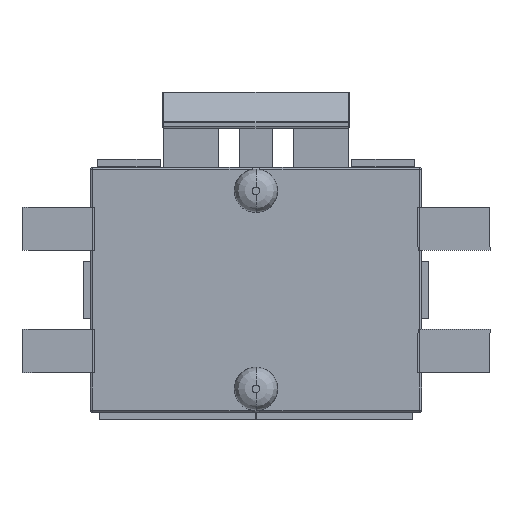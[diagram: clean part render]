
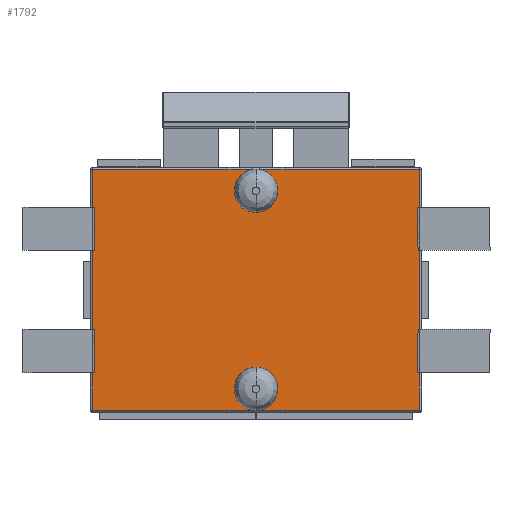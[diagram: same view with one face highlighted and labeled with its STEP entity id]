
A CAD part, front view. The second image highlights one B-rep face of the part: STEP entity #1792.
In plain terms, the highlighted planar face has unit normal (0, -1, 0).
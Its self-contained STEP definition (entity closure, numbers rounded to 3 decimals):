
#55 = VECTOR ( 'NONE', #919, 1000. ) ;
#218 = ORIENTED_EDGE ( 'NONE', *, *, #4959, .F. ) ;
#283 = VERTEX_POINT ( 'NONE', #7615 ) ;
#285 = ORIENTED_EDGE ( 'NONE', *, *, #8592, .T. ) ;
#409 = DIRECTION ( 'NONE',  ( 1., 0., 0. ) ) ;
#437 = DIRECTION ( 'NONE',  ( 0., -1., 0. ) ) ;
#635 = EDGE_CURVE ( 'NONE', #9122, #720, #9536, .T. ) ;
#720 = VERTEX_POINT ( 'NONE', #2628 ) ;
#750 = ORIENTED_EDGE ( 'NONE', *, *, #7483, .F. ) ;
#919 = DIRECTION ( 'NONE',  ( -1., 0., 0. ) ) ;
#1012 = CARTESIAN_POINT ( 'NONE',  ( 0., 0., 1.075 ) ) ;
#1031 = LINE ( 'NONE', #7211, #5346 ) ;
#1062 = CARTESIAN_POINT ( 'NONE',  ( -2.3, 0., 1.67 ) ) ;
#1170 = VERTEX_POINT ( 'NONE', #1012 ) ;
#1209 = DIRECTION ( 'NONE',  ( 0., -1., 0. ) ) ;
#1446 = EDGE_CURVE ( 'NONE', #283, #6244, #1691, .T. ) ;
#1451 = CARTESIAN_POINT ( 'NONE',  ( 2.27, 0., 1.67 ) ) ;
#1578 = ORIENTED_EDGE ( 'NONE', *, *, #7289, .T. ) ;
#1691 = LINE ( 'NONE', #8118, #4913 ) ;
#1792 = ADVANCED_FACE ( 'NONE', ( #10167 ), #3866, .T. ) ;
#1923 = CARTESIAN_POINT ( 'NONE',  ( 0., 0., -1.67 ) ) ;
#2628 = CARTESIAN_POINT ( 'NONE',  ( -2.27, 0., -1.67 ) ) ;
#2684 = ORIENTED_EDGE ( 'NONE', *, *, #4659, .T. ) ;
#2698 = CIRCLE ( 'NONE', #7189, 0.3 ) ;
#2727 = CARTESIAN_POINT ( 'NONE',  ( 0., 0., 1.375 ) ) ;
#2796 = ORIENTED_EDGE ( 'NONE', *, *, #5863, .F. ) ;
#2908 = DIRECTION ( 'NONE',  ( 0., 0., -1. ) ) ;
#2949 = DIRECTION ( 'NONE',  ( 0., 0., -1. ) ) ;
#3046 = EDGE_LOOP ( 'NONE', ( #6285, #2684, #7717, #1578, #750, #218, #5859, #4159, #285, #2796 ) ) ;
#3369 = DIRECTION ( 'NONE',  ( -1., 0., 0. ) ) ;
#3564 = DIRECTION ( 'NONE',  ( 0., 0., -1. ) ) ;
#3853 = AXIS2_PLACEMENT_3D ( 'NONE', #9043, #4307, #10034 ) ;
#3866 = PLANE ( 'NONE',  #6778 ) ;
#3964 = CARTESIAN_POINT ( 'NONE',  ( -2.27, 0., -1.7 ) ) ;
#4159 = ORIENTED_EDGE ( 'NONE', *, *, #1446, .T. ) ;
#4164 = DIRECTION ( 'NONE',  ( 1., 0., 0. ) ) ;
#4175 = CARTESIAN_POINT ( 'NONE',  ( 0.055, 0., -1.67 ) ) ;
#4227 = VERTEX_POINT ( 'NONE', #8951 ) ;
#4244 = VERTEX_POINT ( 'NONE', #4175 ) ;
#4307 = DIRECTION ( 'NONE',  ( 0., -1., 0. ) ) ;
#4385 = CIRCLE ( 'NONE', #10223, 0.3 ) ;
#4587 = DIRECTION ( 'NONE',  ( 0., -1., 0. ) ) ;
#4643 = VECTOR ( 'NONE', #409, 1000. ) ;
#4659 = EDGE_CURVE ( 'NONE', #7817, #9122, #7250, .T. ) ;
#4794 = DIRECTION ( 'NONE',  ( 0., 0., 1. ) ) ;
#4913 = VECTOR ( 'NONE', #4794, 1000. ) ;
#4959 = EDGE_CURVE ( 'NONE', #4244, #4227, #2698, .T. ) ;
#5241 = EDGE_CURVE ( 'NONE', #4244, #283, #5969, .T. ) ;
#5346 = VECTOR ( 'NONE', #4164, 1000. ) ;
#5377 = CARTESIAN_POINT ( 'NONE',  ( 0., 0., 0. ) ) ;
#5859 = ORIENTED_EDGE ( 'NONE', *, *, #5241, .T. ) ;
#5863 = EDGE_CURVE ( 'NONE', #1170, #9875, #8487, .T. ) ;
#5966 = CARTESIAN_POINT ( 'NONE',  ( -0.055, 0., -1.67 ) ) ;
#5969 = LINE ( 'NONE', #1923, #4643 ) ;
#6244 = VERTEX_POINT ( 'NONE', #1451 ) ;
#6285 = ORIENTED_EDGE ( 'NONE', *, *, #8300, .F. ) ;
#6313 = DIRECTION ( 'NONE',  ( 0., 0., -1. ) ) ;
#6410 = VECTOR ( 'NONE', #3369, 1000. ) ;
#6510 = CARTESIAN_POINT ( 'NONE',  ( -2.3, 0., 1.67 ) ) ;
#6778 = AXIS2_PLACEMENT_3D ( 'NONE', #5377, #4587, #2949 ) ;
#7101 = VECTOR ( 'NONE', #6313, 1000. ) ;
#7189 = AXIS2_PLACEMENT_3D ( 'NONE', #8223, #437, #3564 ) ;
#7211 = CARTESIAN_POINT ( 'NONE',  ( 0., 0., -1.67 ) ) ;
#7250 = LINE ( 'NONE', #6510, #55 ) ;
#7289 = EDGE_CURVE ( 'NONE', #720, #8356, #1031, .T. ) ;
#7483 = EDGE_CURVE ( 'NONE', #4227, #8356, #8349, .T. ) ;
#7615 = CARTESIAN_POINT ( 'NONE',  ( 2.27, 0., -1.67 ) ) ;
#7717 = ORIENTED_EDGE ( 'NONE', *, *, #635, .T. ) ;
#7817 = VERTEX_POINT ( 'NONE', #8815 ) ;
#7839 = AXIS2_PLACEMENT_3D ( 'NONE', #9137, #1209, #2908 ) ;
#8118 = CARTESIAN_POINT ( 'NONE',  ( 2.27, 0., 0. ) ) ;
#8223 = CARTESIAN_POINT ( 'NONE',  ( 0., 0., -1.375 ) ) ;
#8300 = EDGE_CURVE ( 'NONE', #7817, #1170, #4385, .T. ) ;
#8349 = CIRCLE ( 'NONE', #3853, 0.3 ) ;
#8356 = VERTEX_POINT ( 'NONE', #5966 ) ;
#8383 = DIRECTION ( 'NONE',  ( 0., -1., 0. ) ) ;
#8487 = CIRCLE ( 'NONE', #7839, 0.3 ) ;
#8592 = EDGE_CURVE ( 'NONE', #6244, #9875, #8864, .T. ) ;
#8649 = CARTESIAN_POINT ( 'NONE',  ( -2.27, 0., 1.67 ) ) ;
#8815 = CARTESIAN_POINT ( 'NONE',  ( -0.055, 0., 1.67 ) ) ;
#8864 = LINE ( 'NONE', #1062, #6410 ) ;
#8951 = CARTESIAN_POINT ( 'NONE',  ( 0., 0., -1.075 ) ) ;
#9043 = CARTESIAN_POINT ( 'NONE',  ( 0., 0., -1.375 ) ) ;
#9122 = VERTEX_POINT ( 'NONE', #8649 ) ;
#9137 = CARTESIAN_POINT ( 'NONE',  ( 0., 0., 1.375 ) ) ;
#9536 = LINE ( 'NONE', #3964, #7101 ) ;
#9557 = CARTESIAN_POINT ( 'NONE',  ( 0.055, 0., 1.67 ) ) ;
#9875 = VERTEX_POINT ( 'NONE', #9557 ) ;
#9881 = DIRECTION ( 'NONE',  ( 0., 0., -1. ) ) ;
#10034 = DIRECTION ( 'NONE',  ( 0., 0., -1. ) ) ;
#10167 = FACE_OUTER_BOUND ( 'NONE', #3046, .T. ) ;
#10223 = AXIS2_PLACEMENT_3D ( 'NONE', #2727, #8383, #9881 ) ;
